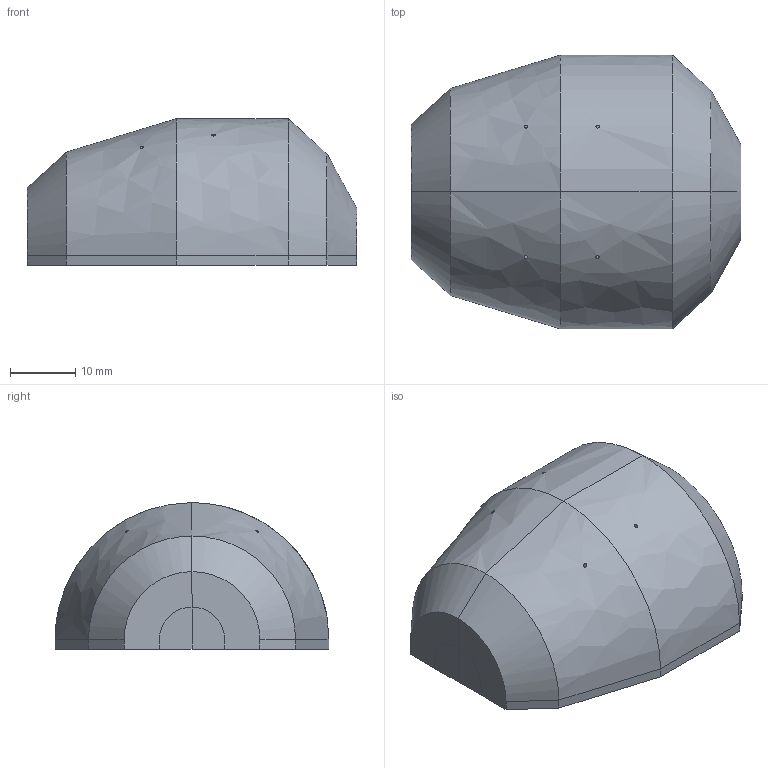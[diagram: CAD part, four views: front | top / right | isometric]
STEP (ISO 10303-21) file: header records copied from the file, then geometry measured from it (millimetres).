
FILE_DESCRIPTION(('CATIA V5 STEP Exchange'),'2;1');
FILE_NAME('NO TUBES.stp','2023-07-03T22:21:43+00:00',('none'),('none'),'CATIA Version 5 Release 21 GA (IN-10)','CATIA V5 STEP AP203','none');
FILE_SCHEMA(('CONFIG_CONTROL_DESIGN'));
Length unit declared in the file: millimetre
Products named in the file (1): NO TUBES
Bounding box: 50.6 x 42 x 22.5 mm (x, y, z)
Volume: 17524.1 mm3; surface area: 10841.3 mm2
Topology: 1 solids, 1 shells, 56 faces, 127 edges, 81 vertices
Faces by surface type: plane 30, bspline 26
Entity records: 2125 total; most frequent: CARTESIAN_POINT 1062, ORIENTED_EDGE 254, EDGE_CURVE 127, DIRECTION 108, VERTEX_POINT 81, B_SPLINE_CURVE_WITH_KNOTS 64, EDGE_LOOP 64, VECTOR 58
